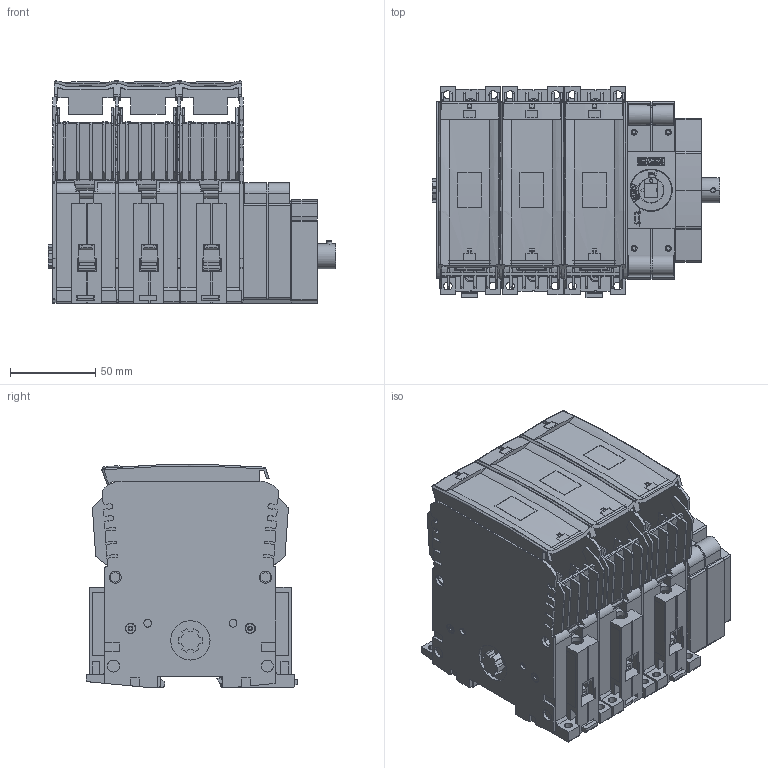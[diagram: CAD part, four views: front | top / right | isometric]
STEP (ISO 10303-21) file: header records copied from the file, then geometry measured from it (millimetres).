
FILE_DESCRIPTION(('STEP AP214'),'1');
FILE_NAME('cctmp_DEA969EB-FE6C-401A-983A-2DE2668239D0_2023_10_04_12_18_50_0484..stp','2023-10-04T10:18:53',('SIEMENS A&D'),('CADClick - www.CADClick.com'),'Spatial InterOp 3D',' ','unknown authorization');
FILE_SCHEMA(('AUTOMOTIVE_DESIGN'));
Length unit declared in the file: millimetre
Products named in the file (1): 1
Bounding box: 168.45 x 123.9 x 130.36 mm (x, y, z)
Volume: 986747.8 mm3; surface area: 358641 mm2
Topology: 13 solids, 24 shells, 5021 faces, 14302 edges, 9427 vertices
Faces by surface type: plane 3564, cylinder 1374, torus 57, revolution 15, cone 7, sphere 4
Entity records: 207454 total; most frequent: CARTESIAN_POINT 33387, ORIENTED_EDGE 28620, DIRECTION 27239, EDGE_CURVE 14310, LINE 10634, VECTOR 10634, VERTEX_POINT 9439, AXIS2_PLACEMENT_3D 8295
